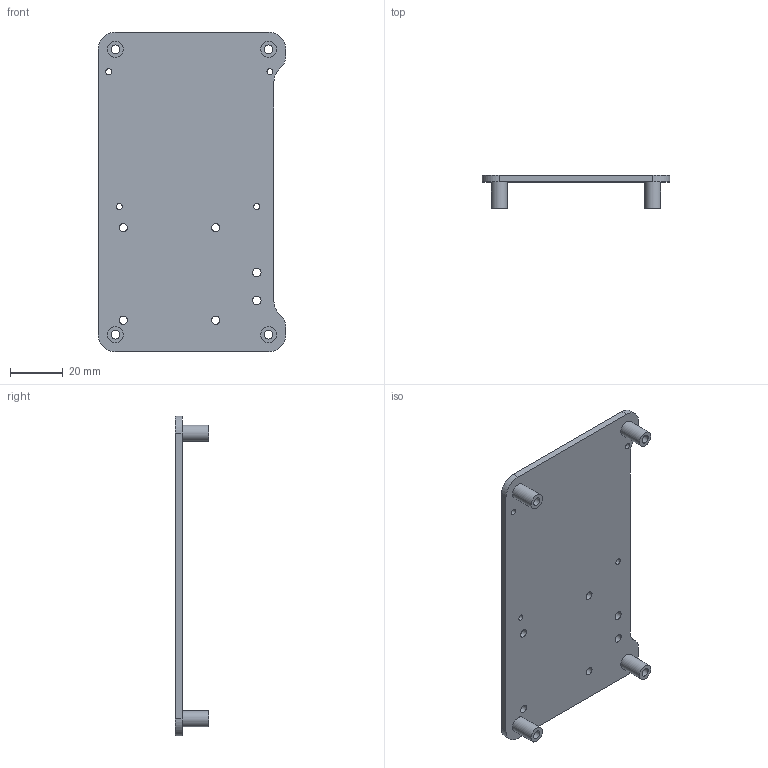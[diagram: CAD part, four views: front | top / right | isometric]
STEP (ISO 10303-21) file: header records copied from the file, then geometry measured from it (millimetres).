
FILE_DESCRIPTION(/* description */ (''),/* implementation_level */ '2;1');
FILE_NAME(/* name */ 'New_Plate.stp',/* time_stamp */ '2025-05-01T20:59:45-04:00',/* author */ ('chh92'),/* organization */ (''),/* preprocessor_version */ 'ST-DEVELOPER v20',/* originating_system */ 'Autodesk Inventor 2025',/* authorisation */ '');
FILE_SCHEMA (('AUTOMOTIVE_DESIGN { 1 0 10303 214 3 1 1 }'));
Length unit declared in the file: millimetre
Products named in the file (1): New_Plate
Bounding box: 71 x 12.5 x 121 mm (x, y, z)
Volume: 20900 mm3; surface area: 18504.6 mm2
Topology: 1 solids, 1 shells, 38 faces, 96 edges, 64 vertices
Faces by surface type: cylinder 26, plane 12
Full cylindrical faces by diameter (mm): 2.25 x4, 3.15 x4, 3.25 x6, 6 x4
Entity records: 1271 total; most frequent: DIRECTION 226, CARTESIAN_POINT 199, ORIENTED_EDGE 192, EDGE_CURVE 96, AXIS2_PLACEMENT_3D 91, EDGE_LOOP 70, VERTEX_POINT 64, CIRCLE 52
